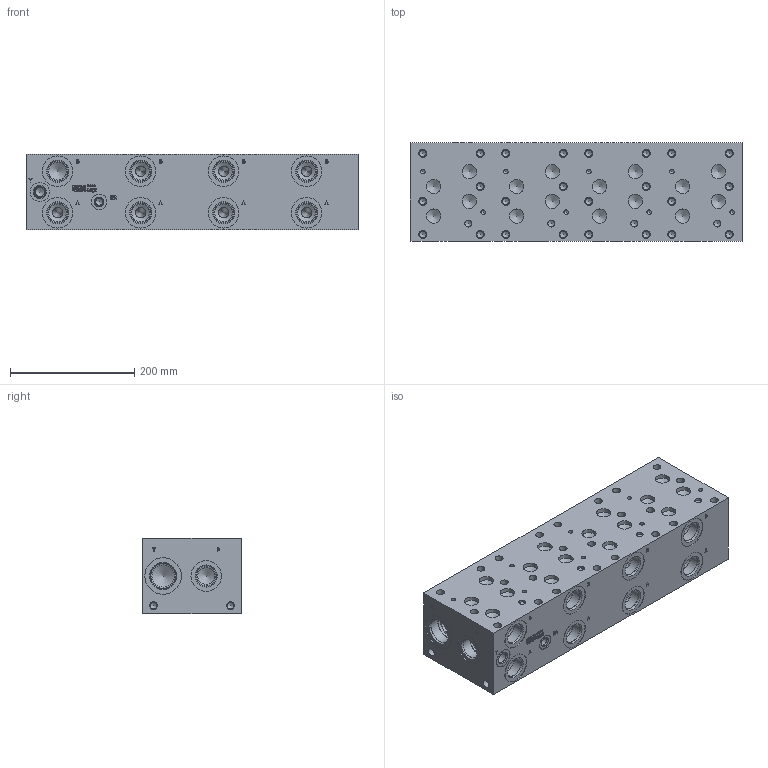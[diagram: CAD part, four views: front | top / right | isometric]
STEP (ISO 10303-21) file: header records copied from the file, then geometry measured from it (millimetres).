
FILE_DESCRIPTION(/* description */ (''),/* implementation_level */ '2;1');
FILE_NAME(/* name */ '_D08P045S_C.stp',/* time_stamp */ '2021-07-23T10:10:55-04:00',/* author */ ('anthonyv'),/* organization */ (''),/* preprocessor_version */ 'ST-DEVELOPER v18.1',/* originating_system */ 'Autodesk Inventor 2021',/* authorisation */ '');
FILE_SCHEMA (('AUTOMOTIVE_DESIGN { 1 0 10303 214 3 1 1 }'));
Length unit declared in the file: millimetre
Products named in the file (1): _D08P045S_C
Bounding box: 533.4 x 158.75 x 120.65 mm (x, y, z)
Volume: 9609706.4 mm3; surface area: 436509.9 mm2
Topology: 1 solids, 1 shells, 956 faces, 2593 edges, 1757 vertices
Faces by surface type: plane 457, bspline 198, cylinder 168, cone 133
Full cylindrical faces by diameter (mm): 7.137 x8, 10.719 x29, 11.113 x1, 11.125 x3, 12.7 x28, 12.9 x1, 14.275 x1, 14.3 x2, 14.529 x1, 15.9 x1, 17.501 x1, 19.05 x1, 19.253 x1, 20.62 x1, 22.23 x1, 22.54 x1, 23.012 x15, 23.017 x1, 25.019 x1, 26.975 x2, 28.575 x8, 30.16 x1, 30.632 x1, 31.267 x10, 33.34 x2, 33.35 x8, 33.757 x10, 35.509 x8, 35.712 x2, 39.218 x2
Entity records: 31616 total; most frequent: CARTESIAN_POINT 7810, ORIENTED_EDGE 5044, DIRECTION 4260, EDGE_CURVE 2522, VERTEX_POINT 1757, LINE 1510, VECTOR 1510, AXIS2_PLACEMENT_3D 1375
